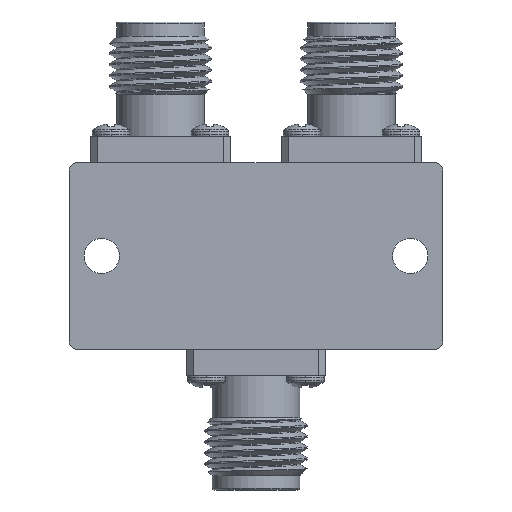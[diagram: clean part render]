
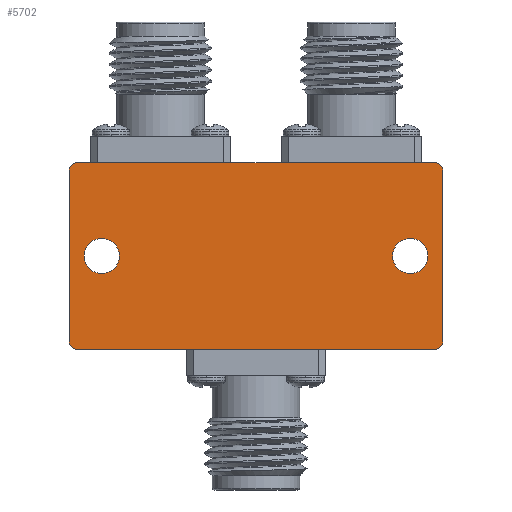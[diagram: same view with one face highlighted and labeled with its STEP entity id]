
A CAD part, front view. The second image highlights one B-rep face of the part: STEP entity #5702.
In plain terms, the highlighted planar face has unit normal (0, -1, 0).
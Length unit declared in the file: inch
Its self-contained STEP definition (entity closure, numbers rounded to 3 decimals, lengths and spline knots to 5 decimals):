
#436 = VERTEX_POINT ( 'NONE', #756 ) ;
#756 = CARTESIAN_POINT ( 'NONE',  ( 0.41339, -0.19685, -0.04724 ) ) ;
#1664 = EDGE_LOOP ( 'NONE', ( #8942, #19187 ) ) ;
#2287 = AXIS2_PLACEMENT_3D ( 'NONE', #28018, #22879, #23185 ) ;
#2778 = CIRCLE ( 'NONE', #14602, 0.02 ) ;
#2976 = DIRECTION ( 'NONE',  ( 0., 1., 0. ) ) ;
#4343 = CIRCLE ( 'NONE', #17170, 0.02 ) ;
#4347 = ORIENTED_EDGE ( 'NONE', *, *, #6097, .F. ) ;
#5702 = ADVANCED_FACE ( 'NONE', ( #31465, #13327, #6695 ), #16497, .T. ) ;
#5899 = AXIS2_PLACEMENT_3D ( 'NONE', #31367, #6440, #23497 ) ;
#6048 = CARTESIAN_POINT ( 'NONE',  ( -0.48, -0.19685, 0.25 ) ) ;
#6097 = EDGE_CURVE ( 'NONE', #16089, #7199, #28711, .T. ) ;
#6236 = ORIENTED_EDGE ( 'NONE', *, *, #25564, .F. ) ;
#6440 = DIRECTION ( 'NONE',  ( 0., 1., 0. ) ) ;
#6555 = VERTEX_POINT ( 'NONE', #25142 ) ;
#6695 = FACE_BOUND ( 'NONE', #1664, .T. ) ;
#6844 = CARTESIAN_POINT ( 'NONE',  ( -0.48, -0.19685, 0.23 ) ) ;
#6968 = CARTESIAN_POINT ( 'NONE',  ( -0.5, -0.19685, 0.23 ) ) ;
#7188 = DIRECTION ( 'NONE',  ( 0., 1., 0. ) ) ;
#7199 = VERTEX_POINT ( 'NONE', #26354 ) ;
#7679 = DIRECTION ( 'NONE',  ( 0., 1., 0. ) ) ;
#7906 = AXIS2_PLACEMENT_3D ( 'NONE', #31153, #29062, #14088 ) ;
#8414 = EDGE_CURVE ( 'NONE', #6555, #16089, #2778, .T. ) ;
#8490 = EDGE_CURVE ( 'NONE', #18173, #29949, #19733, .T. ) ;
#8546 = DIRECTION ( 'NONE',  ( 0., 0., -1. ) ) ;
#8942 = ORIENTED_EDGE ( 'NONE', *, *, #30695, .T. ) ;
#9050 = VERTEX_POINT ( 'NONE', #29971 ) ;
#9972 = VERTEX_POINT ( 'NONE', #22631 ) ;
#10458 = CIRCLE ( 'NONE', #26885, 0.04724 ) ;
#10725 = ORIENTED_EDGE ( 'NONE', *, *, #17302, .F. ) ;
#10858 = LINE ( 'NONE', #6048, #31124 ) ;
#10947 = EDGE_CURVE ( 'NONE', #9972, #29278, #10858, .T. ) ;
#11527 = CIRCLE ( 'NONE', #14112, 0.04724 ) ;
#11603 = EDGE_CURVE ( 'NONE', #9050, #28047, #30324, .T. ) ;
#11791 = AXIS2_PLACEMENT_3D ( 'NONE', #6844, #28897, #15913 ) ;
#12475 = CARTESIAN_POINT ( 'NONE',  ( 0.41339, -0.19685, 0. ) ) ;
#12518 = CARTESIAN_POINT ( 'NONE',  ( -0.41339, -0.19685, 0.04724 ) ) ;
#12545 = AXIS2_PLACEMENT_3D ( 'NONE', #12475, #7679, #15554 ) ;
#13240 = CARTESIAN_POINT ( 'NONE',  ( 0.5, -0.19685, 0.23 ) ) ;
#13327 = FACE_OUTER_BOUND ( 'NONE', #14561, .T. ) ;
#13359 = DIRECTION ( 'NONE',  ( 0., 1., 0. ) ) ;
#13736 = DIRECTION ( 'NONE',  ( -1., 0., 0. ) ) ;
#13867 = ORIENTED_EDGE ( 'NONE', *, *, #30066, .F. ) ;
#14088 = DIRECTION ( 'NONE',  ( 0., 0., -1. ) ) ;
#14112 = AXIS2_PLACEMENT_3D ( 'NONE', #24575, #7188, #24419 ) ;
#14561 = EDGE_LOOP ( 'NONE', ( #25897, #19562, #13867, #4347, #16408, #6236, #10725, #25232 ) ) ;
#14602 = AXIS2_PLACEMENT_3D ( 'NONE', #22715, #13359, #8546 ) ;
#14696 = CARTESIAN_POINT ( 'NONE',  ( 0.41339, -0.19685, 0.04724 ) ) ;
#15189 = DIRECTION ( 'NONE',  ( 0., 0., 1. ) ) ;
#15361 = DIRECTION ( 'NONE',  ( 0., 0., 1. ) ) ;
#15554 = DIRECTION ( 'NONE',  ( 0., 0., 1. ) ) ;
#15825 = LINE ( 'NONE', #13240, #22455 ) ;
#15913 = DIRECTION ( 'NONE',  ( 0., 0., -1. ) ) ;
#16089 = VERTEX_POINT ( 'NONE', #19203 ) ;
#16245 = CARTESIAN_POINT ( 'NONE',  ( -0.41339, -0.19685, -0.04724 ) ) ;
#16408 = ORIENTED_EDGE ( 'NONE', *, *, #8414, .F. ) ;
#16432 = CARTESIAN_POINT ( 'NONE',  ( 0.48, -0.19685, 0.25 ) ) ;
#16497 = PLANE ( 'NONE',  #11791 ) ;
#16704 = EDGE_CURVE ( 'NONE', #28047, #9972, #21784, .T. ) ;
#16881 = EDGE_CURVE ( 'NONE', #19942, #436, #24869, .T. ) ;
#17170 = AXIS2_PLACEMENT_3D ( 'NONE', #27746, #2976, #15189 ) ;
#17302 = EDGE_CURVE ( 'NONE', #29278, #23022, #4343, .T. ) ;
#17829 = ORIENTED_EDGE ( 'NONE', *, *, #29702, .T. ) ;
#18173 = VERTEX_POINT ( 'NONE', #12518 ) ;
#18478 = VECTOR ( 'NONE', #13736, 39.37008 ) ;
#18586 = DIRECTION ( 'NONE',  ( 0., 1., 0. ) ) ;
#18736 = CIRCLE ( 'NONE', #5899, 0.02 ) ;
#18791 = VECTOR ( 'NONE', #15361, 39.37008 ) ;
#19187 = ORIENTED_EDGE ( 'NONE', *, *, #16881, .T. ) ;
#19203 = CARTESIAN_POINT ( 'NONE',  ( 0.48, -0.19685, -0.25 ) ) ;
#19262 = ORIENTED_EDGE ( 'NONE', *, *, #8490, .T. ) ;
#19562 = ORIENTED_EDGE ( 'NONE', *, *, #11603, .F. ) ;
#19733 = CIRCLE ( 'NONE', #2287, 0.04724 ) ;
#19942 = VERTEX_POINT ( 'NONE', #14696 ) ;
#20706 = DIRECTION ( 'NONE',  ( 0., 0., 1. ) ) ;
#21784 = CIRCLE ( 'NONE', #7906, 0.02 ) ;
#22455 = VECTOR ( 'NONE', #23073, 39.37008 ) ;
#22631 = CARTESIAN_POINT ( 'NONE',  ( -0.48, -0.19685, 0.25 ) ) ;
#22715 = CARTESIAN_POINT ( 'NONE',  ( 0.48, -0.19685, -0.23 ) ) ;
#22879 = DIRECTION ( 'NONE',  ( 0., 1., 0. ) ) ;
#23022 = VERTEX_POINT ( 'NONE', #26528 ) ;
#23073 = DIRECTION ( 'NONE',  ( 0., 0., -1. ) ) ;
#23185 = DIRECTION ( 'NONE',  ( 0., 0., 1. ) ) ;
#23431 = CARTESIAN_POINT ( 'NONE',  ( -0.41339, -0.19685, 0. ) ) ;
#23497 = DIRECTION ( 'NONE',  ( 0., 0., -1. ) ) ;
#24363 = EDGE_LOOP ( 'NONE', ( #17829, #19262 ) ) ;
#24419 = DIRECTION ( 'NONE',  ( 0., 0., 1. ) ) ;
#24575 = CARTESIAN_POINT ( 'NONE',  ( 0.41339, -0.19685, 0. ) ) ;
#24869 = CIRCLE ( 'NONE', #12545, 0.04724 ) ;
#25142 = CARTESIAN_POINT ( 'NONE',  ( 0.5, -0.19685, -0.23 ) ) ;
#25232 = ORIENTED_EDGE ( 'NONE', *, *, #10947, .F. ) ;
#25564 = EDGE_CURVE ( 'NONE', #23022, #6555, #15825, .T. ) ;
#25897 = ORIENTED_EDGE ( 'NONE', *, *, #16704, .F. ) ;
#26354 = CARTESIAN_POINT ( 'NONE',  ( -0.48, -0.19685, -0.25 ) ) ;
#26528 = CARTESIAN_POINT ( 'NONE',  ( 0.5, -0.19685, 0.23 ) ) ;
#26885 = AXIS2_PLACEMENT_3D ( 'NONE', #23431, #18586, #20706 ) ;
#27590 = CARTESIAN_POINT ( 'NONE',  ( -0.5, -0.19685, 0.23 ) ) ;
#27746 = CARTESIAN_POINT ( 'NONE',  ( 0.48, -0.19685, 0.23 ) ) ;
#28018 = CARTESIAN_POINT ( 'NONE',  ( -0.41339, -0.19685, 0. ) ) ;
#28047 = VERTEX_POINT ( 'NONE', #6968 ) ;
#28225 = CARTESIAN_POINT ( 'NONE',  ( -0.48, -0.19685, -0.25 ) ) ;
#28244 = DIRECTION ( 'NONE',  ( 1., 0., 0. ) ) ;
#28711 = LINE ( 'NONE', #28225, #18478 ) ;
#28897 = DIRECTION ( 'NONE',  ( 0., -1., 0. ) ) ;
#29062 = DIRECTION ( 'NONE',  ( 0., 1., 0. ) ) ;
#29278 = VERTEX_POINT ( 'NONE', #16432 ) ;
#29702 = EDGE_CURVE ( 'NONE', #29949, #18173, #10458, .T. ) ;
#29949 = VERTEX_POINT ( 'NONE', #16245 ) ;
#29971 = CARTESIAN_POINT ( 'NONE',  ( -0.5, -0.19685, -0.23 ) ) ;
#30066 = EDGE_CURVE ( 'NONE', #7199, #9050, #18736, .T. ) ;
#30324 = LINE ( 'NONE', #27590, #18791 ) ;
#30695 = EDGE_CURVE ( 'NONE', #436, #19942, #11527, .T. ) ;
#31124 = VECTOR ( 'NONE', #28244, 39.37008 ) ;
#31153 = CARTESIAN_POINT ( 'NONE',  ( -0.48, -0.19685, 0.23 ) ) ;
#31367 = CARTESIAN_POINT ( 'NONE',  ( -0.48, -0.19685, -0.23 ) ) ;
#31465 = FACE_BOUND ( 'NONE', #24363, .T. ) ;
